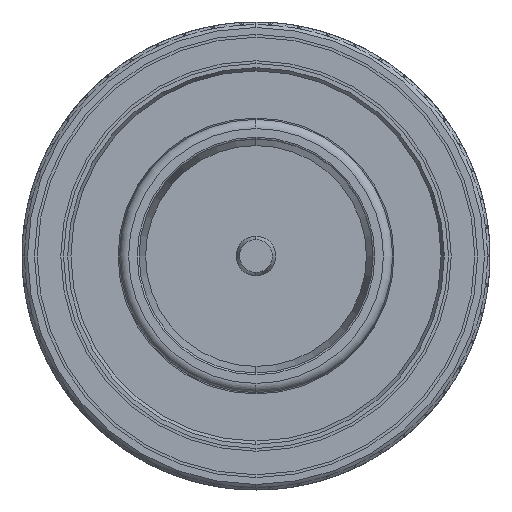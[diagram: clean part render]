
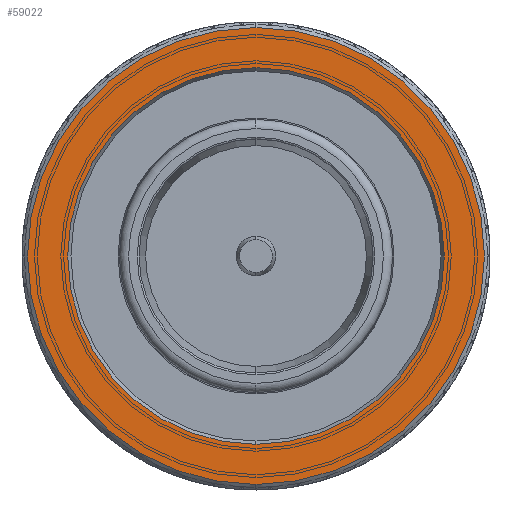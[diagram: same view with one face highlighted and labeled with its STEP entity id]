
A CAD part, left-side view. The second image highlights one B-rep face of the part: STEP entity #59022.
In plain terms, the highlighted planar face has unit normal (-1, 0, 0).
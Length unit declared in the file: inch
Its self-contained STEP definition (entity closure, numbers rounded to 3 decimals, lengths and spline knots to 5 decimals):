
#1783 = DIRECTION ( 'NONE',  ( 0., 0., 1. ) ) ;
#4312 = CARTESIAN_POINT ( 'NONE',  ( -0.19803, 0., 0. ) ) ;
#4480 = DIRECTION ( 'NONE',  ( 0., 1., 0. ) ) ;
#5712 = ORIENTED_EDGE ( 'NONE', *, *, #28109, .F. ) ;
#5750 = VERTEX_POINT ( 'NONE', #59111 ) ;
#6714 = DIRECTION ( 'NONE',  ( 1., 0., 0. ) ) ;
#9563 = ORIENTED_EDGE ( 'NONE', *, *, #74938, .T. ) ;
#10001 = CIRCLE ( 'NONE', #51085, 0.4872 ) ;
#11519 = VERTEX_POINT ( 'NONE', #33579 ) ;
#24310 = AXIS2_PLACEMENT_3D ( 'NONE', #71875, #105451, #90331 ) ;
#28109 = EDGE_CURVE ( 'NONE', #84667, #5750, #44956, .T. ) ;
#29454 = AXIS2_PLACEMENT_3D ( 'NONE', #4312, #107181, #72515 ) ;
#33579 = CARTESIAN_POINT ( 'NONE',  ( -0.19803, 0., 0.4872 ) ) ;
#38265 = EDGE_LOOP ( 'NONE', ( #5712, #63991 ) ) ;
#39139 = FACE_OUTER_BOUND ( 'NONE', #82965, .T. ) ;
#40471 = AXIS2_PLACEMENT_3D ( 'NONE', #91125, #6714, #4480 ) ;
#43779 = CARTESIAN_POINT ( 'NONE',  ( -0.19803, 0., 0. ) ) ;
#44956 = CIRCLE ( 'NONE', #59232, 0.40157 ) ;
#51085 = AXIS2_PLACEMENT_3D ( 'NONE', #43779, #77827, #1783 ) ;
#57015 = VERTEX_POINT ( 'NONE', #84079 ) ;
#59022 = ADVANCED_FACE ( 'NONE', ( #39139, #73211 ), #81046, .F. ) ;
#59111 = CARTESIAN_POINT ( 'NONE',  ( -0.19803, 0., -0.40157 ) ) ;
#59232 = AXIS2_PLACEMENT_3D ( 'NONE', #72002, #73661, #80391 ) ;
#60570 = EDGE_CURVE ( 'NONE', #5750, #84667, #83280, .T. ) ;
#63128 = CARTESIAN_POINT ( 'NONE',  ( -0.19803, 0., 0.40157 ) ) ;
#63991 = ORIENTED_EDGE ( 'NONE', *, *, #60570, .F. ) ;
#68062 = ORIENTED_EDGE ( 'NONE', *, *, #104457, .T. ) ;
#71875 = CARTESIAN_POINT ( 'NONE',  ( -0.19803, 0., 0. ) ) ;
#72002 = CARTESIAN_POINT ( 'NONE',  ( -0.19803, 0., 0. ) ) ;
#72515 = DIRECTION ( 'NONE',  ( 0., 0., 1. ) ) ;
#73211 = FACE_BOUND ( 'NONE', #38265, .T. ) ;
#73661 = DIRECTION ( 'NONE',  ( -1., 0., 0. ) ) ;
#74938 = EDGE_CURVE ( 'NONE', #57015, #11519, #10001, .T. ) ;
#77617 = CIRCLE ( 'NONE', #29454, 0.4872 ) ;
#77827 = DIRECTION ( 'NONE',  ( -1., 0., 0. ) ) ;
#80391 = DIRECTION ( 'NONE',  ( 0., 0., 1. ) ) ;
#81046 = PLANE ( 'NONE',  #40471 ) ;
#82965 = EDGE_LOOP ( 'NONE', ( #9563, #68062 ) ) ;
#83280 = CIRCLE ( 'NONE', #24310, 0.40157 ) ;
#84079 = CARTESIAN_POINT ( 'NONE',  ( -0.19803, 0., -0.4872 ) ) ;
#84667 = VERTEX_POINT ( 'NONE', #63128 ) ;
#90331 = DIRECTION ( 'NONE',  ( 0., 0., 1. ) ) ;
#91125 = CARTESIAN_POINT ( 'NONE',  ( -0.19803, -0.40157, 0. ) ) ;
#104457 = EDGE_CURVE ( 'NONE', #11519, #57015, #77617, .T. ) ;
#105451 = DIRECTION ( 'NONE',  ( -1., 0., 0. ) ) ;
#107181 = DIRECTION ( 'NONE',  ( -1., 0., 0. ) ) ;
